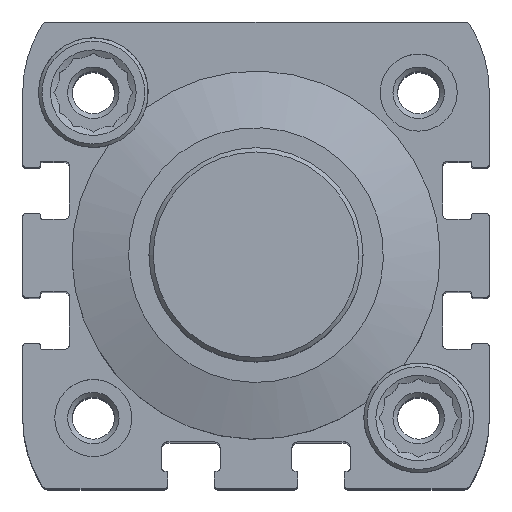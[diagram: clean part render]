
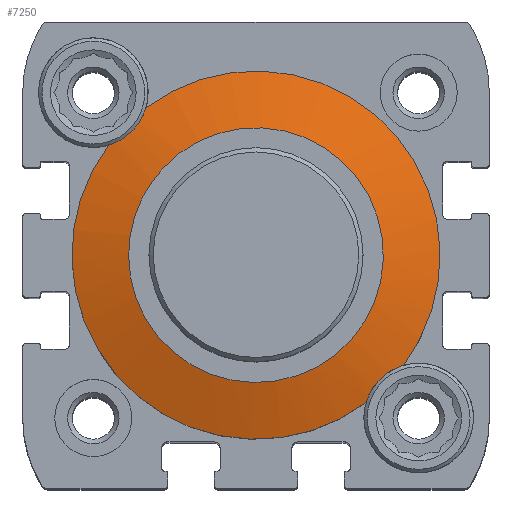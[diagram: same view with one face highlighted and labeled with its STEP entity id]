
A CAD part, top view. The second image highlights one B-rep face of the part: STEP entity #7250.
In plain terms, the highlighted spherical face has radius 63 mm.
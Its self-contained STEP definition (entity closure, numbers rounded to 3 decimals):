
#36=SPHERICAL_SURFACE('',#7867,63.);
#306=B_SPLINE_CURVE_WITH_KNOTS('',3,(#11552,#11553,#11554,#11555,#11556),
 .UNSPECIFIED.,.F.,.F.,(4,1,4),(0.,0.003,
0.007),.UNSPECIFIED.);
#307=B_SPLINE_CURVE_WITH_KNOTS('',3,(#11560,#11561,#11562,#11563,#11564),
 .UNSPECIFIED.,.F.,.F.,(4,1,4),(0.,0.003,
0.007),.UNSPECIFIED.);
#1977=ORIENTED_EDGE('',*,*,#4135,.T.);
#1978=ORIENTED_EDGE('',*,*,#4136,.F.);
#1979=ORIENTED_EDGE('',*,*,#4137,.T.);
#1980=ORIENTED_EDGE('',*,*,#4138,.F.);
#1981=ORIENTED_EDGE('',*,*,#4139,.T.);
#4135=EDGE_CURVE('',#5202,#5202,#5787,.T.);
#4136=EDGE_CURVE('',#5203,#5204,#5788,.T.);
#4137=EDGE_CURVE('',#5203,#5205,#306,.T.);
#4138=EDGE_CURVE('',#5206,#5205,#5789,.T.);
#4139=EDGE_CURVE('',#5206,#5204,#307,.T.);
#5202=VERTEX_POINT('',#11548);
#5203=VERTEX_POINT('',#11550);
#5204=VERTEX_POINT('',#11551);
#5205=VERTEX_POINT('',#11557);
#5206=VERTEX_POINT('',#11559);
#5787=CIRCLE('',#7868,14.879);
#5788=CIRCLE('',#7869,21.5);
#5789=CIRCLE('',#7870,21.5);
#6062=EDGE_LOOP('',(#1977));
#6063=EDGE_LOOP('',(#1978,#1979,#1980,#1981));
#6570=FACE_BOUND('',#6062,.T.);
#6571=FACE_BOUND('',#6063,.T.);
#7250=ADVANCED_FACE('',(#6570,#6571),#36,.T.);
#7867=AXIS2_PLACEMENT_3D('',#11546,#9020,#9021);
#7868=AXIS2_PLACEMENT_3D('',#11547,#9022,#9023);
#7869=AXIS2_PLACEMENT_3D('',#11549,#9024,#9025);
#7870=AXIS2_PLACEMENT_3D('',#11558,#9026,#9027);
#9020=DIRECTION('',(0.,0.,-1.));
#9021=DIRECTION('',(0.,1.,0.));
#9022=DIRECTION('',(0.,0.,-1.));
#9023=DIRECTION('',(-1.,0.,0.));
#9024=DIRECTION('',(0.,0.,-1.));
#9025=DIRECTION('',(-1.,0.,0.));
#9026=DIRECTION('',(0.,0.,-1.));
#9027=DIRECTION('',(-1.,0.,0.));
#11546=CARTESIAN_POINT('',(0.,0.,-48.718));
#11547=CARTESIAN_POINT('',(0.,0.,12.5));
#11548=CARTESIAN_POINT('',(-14.879,0.,12.5));
#11549=CARTESIAN_POINT('',(0.,0.,10.5));
#11550=CARTESIAN_POINT('',(12.847,-17.24,10.5));
#11551=CARTESIAN_POINT('',(-17.24,12.847,10.5));
#11552=CARTESIAN_POINT('',(12.847,-17.24,10.5));
#11553=CARTESIAN_POINT('',(13.142,-16.208,10.736));
#11554=CARTESIAN_POINT('',(14.269,-14.279,10.991));
#11555=CARTESIAN_POINT('',(16.208,-13.142,10.736));
#11556=CARTESIAN_POINT('',(17.24,-12.847,10.5));
#11557=CARTESIAN_POINT('',(17.24,-12.847,10.5));
#11558=CARTESIAN_POINT('',(0.,0.,10.5));
#11559=CARTESIAN_POINT('',(-12.847,17.24,10.5));
#11560=CARTESIAN_POINT('',(-12.847,17.24,10.5));
#11561=CARTESIAN_POINT('',(-13.142,16.208,10.736));
#11562=CARTESIAN_POINT('',(-14.269,14.279,10.991));
#11563=CARTESIAN_POINT('',(-16.208,13.142,10.736));
#11564=CARTESIAN_POINT('',(-17.24,12.847,10.5));
